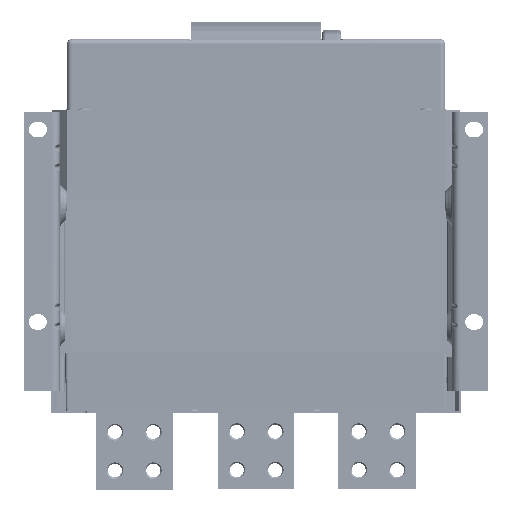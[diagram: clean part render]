
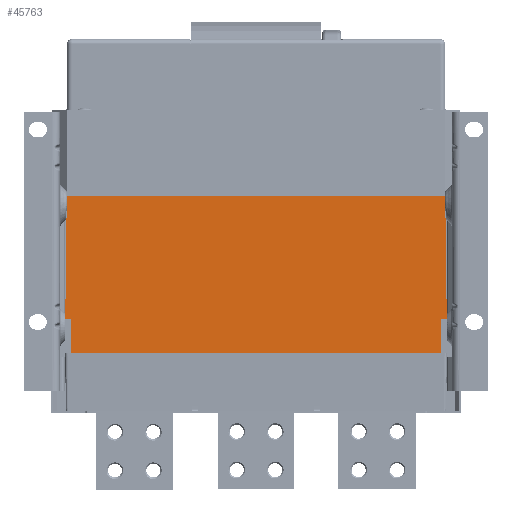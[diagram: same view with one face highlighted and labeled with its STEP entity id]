
A CAD part, front view. The second image highlights one B-rep face of the part: STEP entity #45763.
In plain terms, the highlighted planar face has unit normal (0, -1, 0.008).
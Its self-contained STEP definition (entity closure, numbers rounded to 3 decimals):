
#40055=FACE_OUTER_BOUND('',#78604,.T.);
#45763=ADVANCED_FACE('',(#40055),#51935,.F.);
#51935=PLANE('',#144688);
#56380=LINE('',#189613,#66335);
#56576=LINE('',#190027,#66531);
#56592=LINE('',#190073,#66547);
#56598=LINE('',#190084,#66553);
#56601=LINE('',#190095,#66556);
#56619=LINE('',#190143,#66574);
#56622=LINE('',#190163,#66577);
#56624=LINE('',#190166,#66579);
#66335=VECTOR('',#156907,1.);
#66531=VECTOR('',#157227,1.);
#66547=VECTOR('',#157269,1.);
#66553=VECTOR('',#157281,1.);
#66556=VECTOR('',#157286,1.);
#66574=VECTOR('',#157322,1.);
#66577=VECTOR('',#157359,1.);
#66579=VECTOR('',#157363,1.);
#78604=EDGE_LOOP('',(#88046,#88047,#88048,#88049,#88050,#88051,#88052,#88053));
#88046=ORIENTED_EDGE('',*,*,#126085,.F.);
#88047=ORIENTED_EDGE('',*,*,#126152,.F.);
#88048=ORIENTED_EDGE('',*,*,#126113,.F.);
#88049=ORIENTED_EDGE('',*,*,#126117,.F.);
#88050=ORIENTED_EDGE('',*,*,#126107,.F.);
#88051=ORIENTED_EDGE('',*,*,#126150,.F.);
#88052=ORIENTED_EDGE('',*,*,#125867,.F.);
#88053=ORIENTED_EDGE('',*,*,#126139,.F.);
#116106=VERTEX_POINT('',#189612);
#116107=VERTEX_POINT('',#189614);
#116254=VERTEX_POINT('',#190026);
#116255=VERTEX_POINT('',#190028);
#116265=VERTEX_POINT('',#190072);
#116266=VERTEX_POINT('',#190074);
#116267=VERTEX_POINT('',#190083);
#116268=VERTEX_POINT('',#190085);
#125867=EDGE_CURVE('',#116106,#116107,#56380,.T.);
#126085=EDGE_CURVE('',#116254,#116255,#56576,.T.);
#126107=EDGE_CURVE('',#116265,#116266,#56592,.T.);
#126113=EDGE_CURVE('',#116267,#116268,#56598,.T.);
#126117=EDGE_CURVE('',#116266,#116267,#56601,.T.);
#126139=EDGE_CURVE('',#116255,#116106,#56619,.T.);
#126150=EDGE_CURVE('',#116107,#116265,#56622,.T.);
#126152=EDGE_CURVE('',#116268,#116254,#56624,.T.);
#144688=AXIS2_PLACEMENT_3D('',#190167,#157364,#157365);
#156907=DIRECTION('',(0.012,0.008,1.));
#157227=DIRECTION('',(0.,0.008,1.));
#157269=DIRECTION('',(0.012,-0.008,-1.));
#157281=DIRECTION('',(0.,-0.008,-1.));
#157286=DIRECTION('',(-1.,0.,0.));
#157322=DIRECTION('',(-1.,0.,0.));
#157359=DIRECTION('',(1.,0.,0.));
#157363=DIRECTION('',(-1.,0.,0.));
#157364=DIRECTION('',(0.,1.,-0.008));
#157365=DIRECTION('',(0.,0.008,1.));
#189612=CARTESIAN_POINT('',(314.327,-51.28,-100.));
#189613=CARTESIAN_POINT('',(315.505,-50.494,-3.56));
#189614=CARTESIAN_POINT('',(315.5,-50.497,-4.009));
#190026=CARTESIAN_POINT('',(318.5,-51.5,-127.));
#190027=CARTESIAN_POINT('',(318.5,-51.5,-127.));
#190028=CARTESIAN_POINT('',(318.5,-51.28,-100.));
#190072=CARTESIAN_POINT('',(610.5,-50.497,-4.009));
#190073=CARTESIAN_POINT('',(610.495,-50.494,-3.56));
#190074=CARTESIAN_POINT('',(611.673,-51.28,-100.));
#190083=CARTESIAN_POINT('',(607.5,-51.28,-100.));
#190084=CARTESIAN_POINT('',(607.5,-51.5,-127.));
#190085=CARTESIAN_POINT('',(607.5,-51.5,-127.));
#190095=CARTESIAN_POINT('',(606.7,-51.28,-100.));
#190143=CARTESIAN_POINT('',(308.,-51.28,-100.));
#190163=CARTESIAN_POINT('',(223.5,-50.497,-4.009));
#190166=CARTESIAN_POINT('',(606.7,-51.5,-127.));
#190167=CARTESIAN_POINT('',(606.7,-51.5,-127.));
